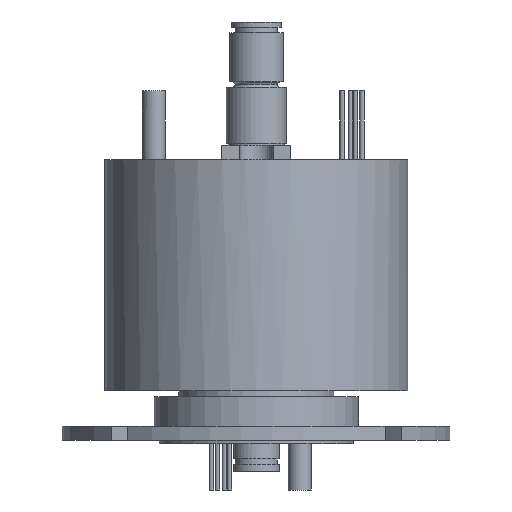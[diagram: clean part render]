
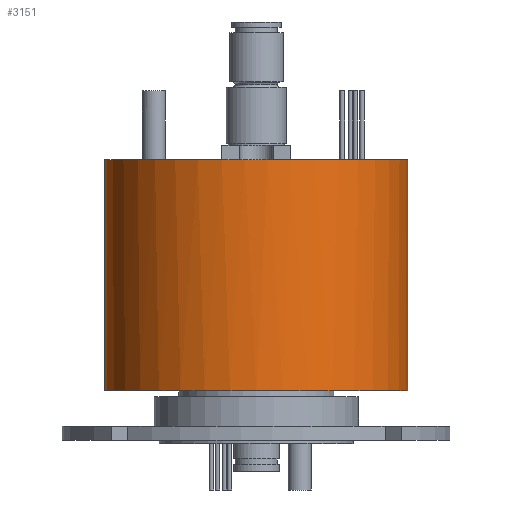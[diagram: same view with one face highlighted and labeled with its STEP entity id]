
A CAD part, front view. The second image highlights one B-rep face of the part: STEP entity #3151.
In plain terms, the highlighted cylindrical face has radius 43 mm (diameter 86 mm), a partial arc.
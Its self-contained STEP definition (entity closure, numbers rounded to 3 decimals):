
#6 = AXIS2_PLACEMENT_3D ( 'NONE', #2115, #6545, #2760 ) ;
#43 = EDGE_CURVE ( 'NONE', #2066, #4092, #7029, .T. ) ;
#52 = CARTESIAN_POINT ( 'NONE',  ( 0., 0., 80.6 ) ) ;
#91 = CARTESIAN_POINT ( 'NONE',  ( 0., 0., 80.6 ) ) ;
#353 = FACE_OUTER_BOUND ( 'NONE', #4183, .T. ) ;
#634 = DIRECTION ( 'NONE',  ( -1., 0., 0. ) ) ;
#641 = DIRECTION ( 'NONE',  ( 0., 0., 1. ) ) ;
#688 = DIRECTION ( 'NONE',  ( 0., 0., 1. ) ) ;
#694 = DIRECTION ( 'NONE',  ( 0., 0., -1. ) ) ;
#740 = DIRECTION ( 'NONE',  ( 1., 0., 0. ) ) ;
#780 = EDGE_CURVE ( 'NONE', #6022, #2066, #7526, .T. ) ;
#1417 = ORIENTED_EDGE ( 'NONE', *, *, #7414, .F. ) ;
#1552 = AXIS2_PLACEMENT_3D ( 'NONE', #91, #4556, #740 ) ;
#1638 = AXIS2_PLACEMENT_3D ( 'NONE', #52, #694, #634 ) ;
#1675 = CARTESIAN_POINT ( 'NONE',  ( -43., 0., 80.6 ) ) ;
#1805 = VERTEX_POINT ( 'NONE', #1950 ) ;
#1950 = CARTESIAN_POINT ( 'NONE',  ( 43., 0., 80.6 ) ) ;
#1972 = CARTESIAN_POINT ( 'NONE',  ( 43., 0., 80.6 ) ) ;
#2066 = VERTEX_POINT ( 'NONE', #6655 ) ;
#2077 = CARTESIAN_POINT ( 'NONE',  ( -43., 0., 80.6 ) ) ;
#2080 = CARTESIAN_POINT ( 'NONE',  ( -43., 0., 15. ) ) ;
#2115 = CARTESIAN_POINT ( 'NONE',  ( 0., 0., 15. ) ) ;
#2320 = DIRECTION ( 'NONE',  ( 0., 0., -1. ) ) ;
#2335 = CARTESIAN_POINT ( 'NONE',  ( 43., 0., 15. ) ) ;
#2354 = AXIS2_PLACEMENT_3D ( 'NONE', #4516, #688, #5126 ) ;
#2474 = ORIENTED_EDGE ( 'NONE', *, *, #780, .F. ) ;
#2619 = LINE ( 'NONE', #1675, #5388 ) ;
#2760 = DIRECTION ( 'NONE',  ( 1., 0., 0. ) ) ;
#2834 = AXIS2_PLACEMENT_3D ( 'NONE', #4466, #641, #5082 ) ;
#2882 = ORIENTED_EDGE ( 'NONE', *, *, #4281, .T. ) ;
#3151 = ADVANCED_FACE ( 'NONE', ( #353 ), #5028, .T. ) ;
#3912 = ORIENTED_EDGE ( 'NONE', *, *, #4592, .F. ) ;
#4092 = VERTEX_POINT ( 'NONE', #5687 ) ;
#4183 = EDGE_LOOP ( 'NONE', ( #1417, #3912, #7024, #2474, #4394, #2882 ) ) ;
#4281 = EDGE_CURVE ( 'NONE', #7786, #7154, #8105, .T. ) ;
#4394 = ORIENTED_EDGE ( 'NONE', *, *, #5448, .T. ) ;
#4466 = CARTESIAN_POINT ( 'NONE',  ( 0., 0., 80.6 ) ) ;
#4516 = CARTESIAN_POINT ( 'NONE',  ( 0., 0., 80.6 ) ) ;
#4556 = DIRECTION ( 'NONE',  ( 0., 0., 1. ) ) ;
#4592 = EDGE_CURVE ( 'NONE', #4092, #1805, #4832, .T. ) ;
#4832 = CIRCLE ( 'NONE', #2834, 43. ) ;
#5028 = CYLINDRICAL_SURFACE ( 'NONE', #1638, 43. ) ;
#5082 = DIRECTION ( 'NONE',  ( 1., 0., 0. ) ) ;
#5126 = DIRECTION ( 'NONE',  ( 1., 0., 0. ) ) ;
#5388 = VECTOR ( 'NONE', #2320, 1000. ) ;
#5448 = EDGE_CURVE ( 'NONE', #6022, #7786, #2619, .T. ) ;
#5687 = CARTESIAN_POINT ( 'NONE',  ( 9.75, -41.88, 80.6 ) ) ;
#5810 = LINE ( 'NONE', #1972, #7090 ) ;
#6022 = VERTEX_POINT ( 'NONE', #2077 ) ;
#6447 = DIRECTION ( 'NONE',  ( 0., 0., -1. ) ) ;
#6545 = DIRECTION ( 'NONE',  ( 0., 0., 1. ) ) ;
#6655 = CARTESIAN_POINT ( 'NONE',  ( -9.75, -41.88, 80.6 ) ) ;
#7024 = ORIENTED_EDGE ( 'NONE', *, *, #43, .F. ) ;
#7029 = CIRCLE ( 'NONE', #1552, 43. ) ;
#7090 = VECTOR ( 'NONE', #6447, 1000. ) ;
#7154 = VERTEX_POINT ( 'NONE', #2335 ) ;
#7414 = EDGE_CURVE ( 'NONE', #1805, #7154, #5810, .T. ) ;
#7526 = CIRCLE ( 'NONE', #2354, 43. ) ;
#7786 = VERTEX_POINT ( 'NONE', #2080 ) ;
#8105 = CIRCLE ( 'NONE', #6, 43. ) ;
